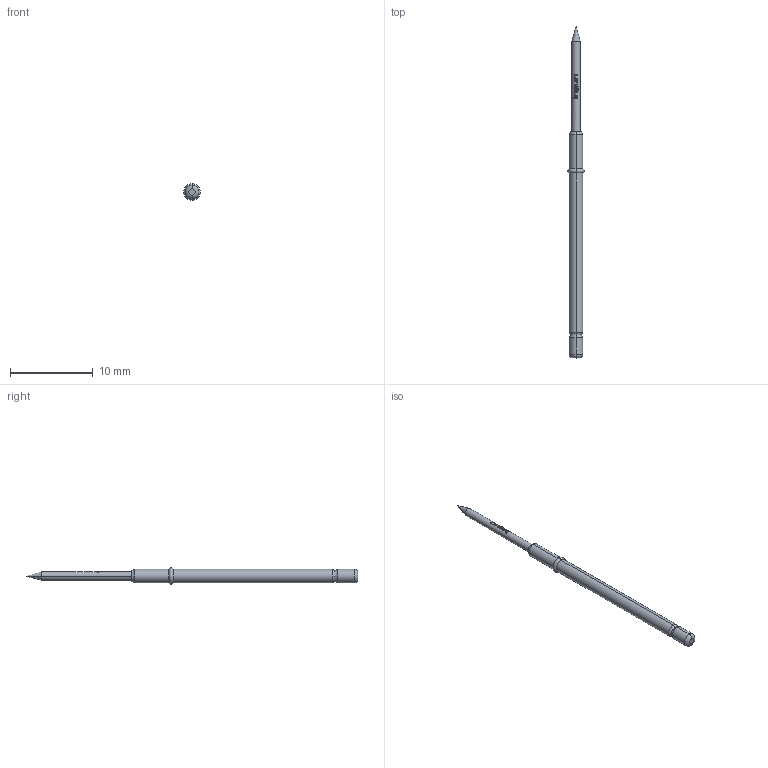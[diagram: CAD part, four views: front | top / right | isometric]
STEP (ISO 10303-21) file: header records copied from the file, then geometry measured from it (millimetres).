
FILE_DESCRIPTION (( 'STEP AP203' ), '1' );
FILE_NAME ('INGUN_GKS-412_201_100_R_xx05.STEP', '2022-02-01T08:25:58', ( 'ochi' ), ( '' ), 'SwSTEP 2.0', 'SolidWorks 2018', '' );
FILE_SCHEMA (( 'CONFIG_CONTROL_DESIGN' ));
Length unit declared in the file: millimetre
Products named in the file (1): INGUN_GKS-412_201_100_R_xx05
Bounding box: 2 x 40.2 x 2 mm (x, y, z)
Volume: 67.3 mm3; surface area: 182.5 mm2
Topology: 1 solids, 1 shells, 90 faces, 230 edges, 147 vertices
Faces by surface type: plane 42, bspline 22, cylinder 14, torus 10, cone 2
Entity records: 3043 total; most frequent: CARTESIAN_POINT 966, ORIENTED_EDGE 456, DIRECTION 352, EDGE_CURVE 228, VERTEX_POINT 147, AXIS2_PLACEMENT_3D 141, EDGE_LOOP 97, ADVANCED_FACE 90
